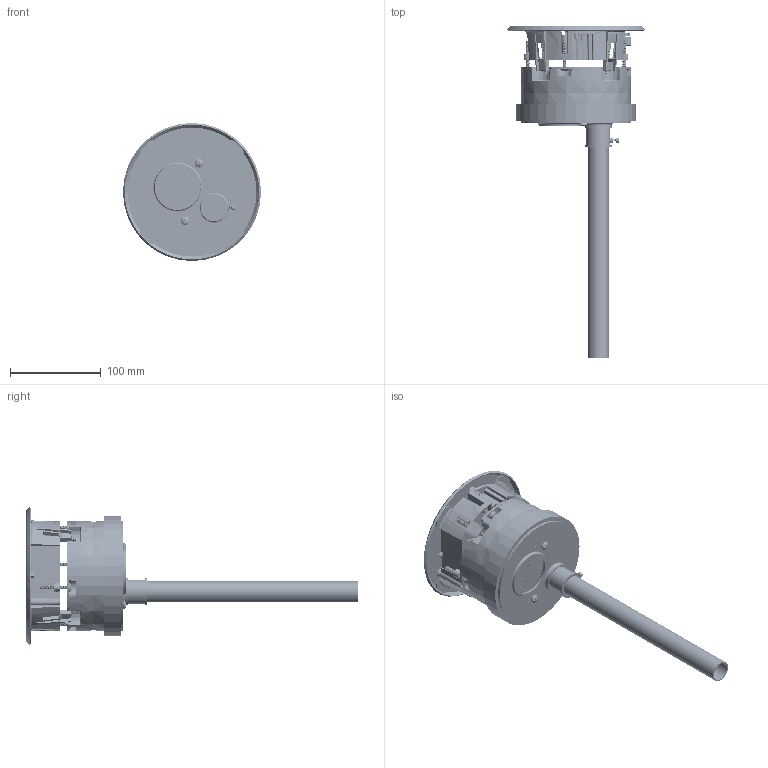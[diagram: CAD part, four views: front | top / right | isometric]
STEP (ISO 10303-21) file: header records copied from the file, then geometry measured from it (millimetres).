
FILE_DESCRIPTION (( 'STEP AP214' ), '1' );
FILE_NAME ('CATSTD-PT500-000-M01.STEP', '2020-11-06T16:39:42', ( '' ), ( '' ), 'SwSTEP 2.0', 'SolidWorks 2020', '' );
FILE_SCHEMA (( 'AUTOMOTIVE_DESIGN' ));
Length unit declared in the file: inch
Products named in the file (1): CATSTD-PT500-000-M01
Bounding box: 152.4 x 366.34 x 152.4 mm (x, y, z)
Surface area: 199988.9 mm2 (no closed solid volume)
Topology: 0 solids, 42 shells, 718 faces, 3234 edges, 2497 vertices
Faces by surface type: plane 351, cylinder 168, cone 89, bspline 55, torus 45, sphere 10
Full cylindrical faces by diameter (mm): 9.474 x2, 9.754 x3
Entity records: 311367 total; most frequent: CARTESIAN_POINT 278472, ORIENTED_EDGE 4923, DIRECTION 4037, EDGE_CURVE 3201, VERTEX_POINT 2485, AXIS2_PLACEMENT_3D 1429, B_SPLINE_CURVE_WITH_KNOTS 1245, LINE 1179
